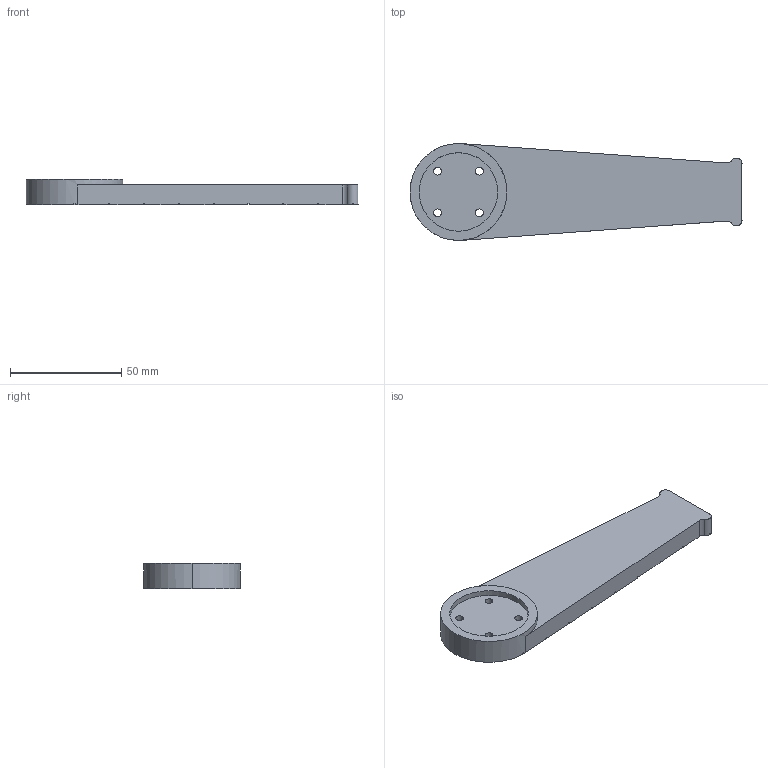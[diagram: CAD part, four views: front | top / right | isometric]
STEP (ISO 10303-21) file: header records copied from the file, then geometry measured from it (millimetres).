
FILE_DESCRIPTION (( 'STEP AP214' ), '1' );
FILE_NAME ('0_25m Test Arm.STEP', '2025-01-29T17:03:55', ( '' ), ( '' ), 'SwSTEP 2.0', 'SolidWorks 2024', '' );
FILE_SCHEMA (( 'AUTOMOTIVE_DESIGN' ));
Length unit declared in the file: inch
Products named in the file (1): 0_25m Test Arm
Bounding box: 148.98 x 43.49 x 11.43 mm (x, y, z)
Volume: 46241.6 mm3; surface area: 14799.2 mm2
Topology: 3 solids, 3 shells, 183 faces, 497 edges, 334 vertices
Faces by surface type: plane 93, bspline 56, cylinder 34
Entity records: 8494 total; most frequent: CARTESIAN_POINT 4121, ORIENTED_EDGE 994, DIRECTION 707, EDGE_CURVE 497, VERTEX_POINT 334, VECTOR 307, LINE 307, EDGE_LOOP 205
